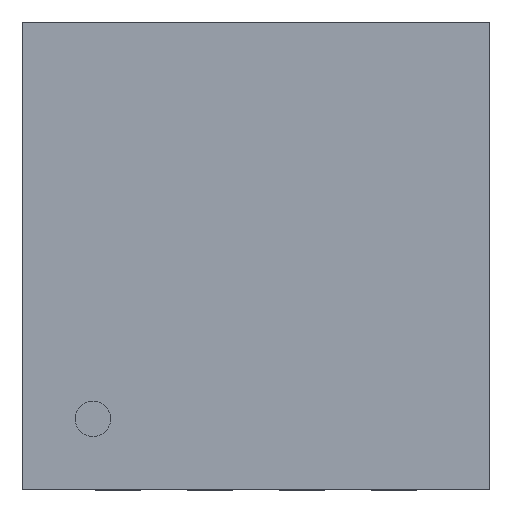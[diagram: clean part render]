
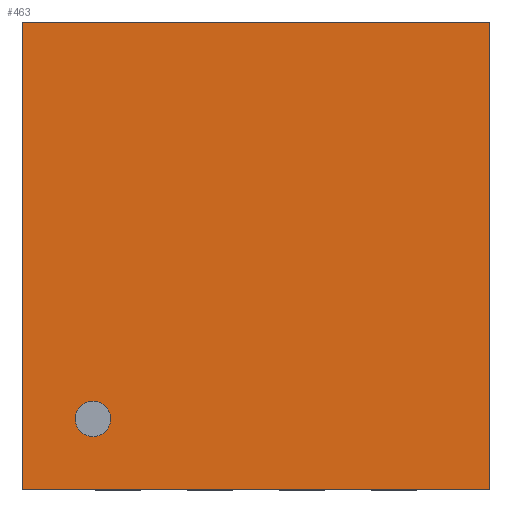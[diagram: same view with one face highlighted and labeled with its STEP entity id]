
A CAD part, top view. The second image highlights one B-rep face of the part: STEP entity #463.
In plain terms, the highlighted planar face has unit normal (0, 0, 1).
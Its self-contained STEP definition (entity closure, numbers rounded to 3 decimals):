
#98 = EDGE_CURVE ( 'NONE', #775, #329, #1825, .T. ) ;
#173 = LINE ( 'NONE', #851, #1072 ) ;
#188 = VERTEX_POINT ( 'NONE', #1123 ) ;
#228 = CARTESIAN_POINT ( 'NONE',  ( 1.65, 1.65, 0. ) ) ;
#250 = VERTEX_POINT ( 'NONE', #1332 ) ;
#267 = CARTESIAN_POINT ( 'NONE',  ( -1.025, -1.15, 0. ) ) ;
#291 = FACE_OUTER_BOUND ( 'NONE', #894, .T. ) ;
#311 = CARTESIAN_POINT ( 'NONE',  ( -1.65, -1.65, 0. ) ) ;
#329 = VERTEX_POINT ( 'NONE', #1041 ) ;
#423 = ORIENTED_EDGE ( 'NONE', *, *, #1188, .F. ) ;
#463 = ADVANCED_FACE ( 'NONE', ( #291, #957 ), #1766, .T. ) ;
#500 = ORIENTED_EDGE ( 'NONE', *, *, #921, .F. ) ;
#573 = VECTOR ( 'NONE', #1763, 1000. ) ;
#650 = CARTESIAN_POINT ( 'NONE',  ( 0., 1.65, 0. ) ) ;
#690 = AXIS2_PLACEMENT_3D ( 'NONE', #790, #1629, #803 ) ;
#718 = CIRCLE ( 'NONE', #1020, 0.125 ) ;
#775 = VERTEX_POINT ( 'NONE', #267 ) ;
#790 = CARTESIAN_POINT ( 'NONE',  ( 0., 0., 0. ) ) ;
#795 = DIRECTION ( 'NONE',  ( 0., 0., 1. ) ) ;
#803 = DIRECTION ( 'NONE',  ( 1., 0., 0. ) ) ;
#834 = LINE ( 'NONE', #650, #1949 ) ;
#851 = CARTESIAN_POINT ( 'NONE',  ( 0., -1.65, 0. ) ) ;
#892 = DIRECTION ( 'NONE',  ( 0., 1., 0. ) ) ;
#894 = EDGE_LOOP ( 'NONE', ( #500, #1077, #1611, #1835 ) ) ;
#921 = EDGE_CURVE ( 'NONE', #188, #1225, #173, .T. ) ;
#957 = FACE_BOUND ( 'NONE', #2062, .T. ) ;
#1020 = AXIS2_PLACEMENT_3D ( 'NONE', #1785, #1896, #1907 ) ;
#1041 = CARTESIAN_POINT ( 'NONE',  ( -1.275, -1.15, 0. ) ) ;
#1065 = EDGE_CURVE ( 'NONE', #1225, #250, #1213, .T. ) ;
#1072 = VECTOR ( 'NONE', #1315, 1000. ) ;
#1077 = ORIENTED_EDGE ( 'NONE', *, *, #1220, .T. ) ;
#1104 = CARTESIAN_POINT ( 'NONE',  ( 1.65, 0., 0. ) ) ;
#1123 = CARTESIAN_POINT ( 'NONE',  ( 1.65, -1.65, 0. ) ) ;
#1188 = EDGE_CURVE ( 'NONE', #329, #775, #718, .T. ) ;
#1213 = LINE ( 'NONE', #1866, #2000 ) ;
#1220 = EDGE_CURVE ( 'NONE', #188, #1740, #1268, .T. ) ;
#1225 = VERTEX_POINT ( 'NONE', #311 ) ;
#1230 = ORIENTED_EDGE ( 'NONE', *, *, #98, .F. ) ;
#1268 = LINE ( 'NONE', #1104, #573 ) ;
#1315 = DIRECTION ( 'NONE',  ( -1., 0., 0. ) ) ;
#1332 = CARTESIAN_POINT ( 'NONE',  ( -1.65, 1.65, 0. ) ) ;
#1471 = DIRECTION ( 'NONE',  ( 1., 0., 0. ) ) ;
#1585 = AXIS2_PLACEMENT_3D ( 'NONE', #2097, #795, #1471 ) ;
#1611 = ORIENTED_EDGE ( 'NONE', *, *, #2110, .T. ) ;
#1616 = DIRECTION ( 'NONE',  ( -1., 0., 0. ) ) ;
#1629 = DIRECTION ( 'NONE',  ( 0., 0., 1. ) ) ;
#1740 = VERTEX_POINT ( 'NONE', #228 ) ;
#1763 = DIRECTION ( 'NONE',  ( 0., 1., 0. ) ) ;
#1766 = PLANE ( 'NONE',  #690 ) ;
#1785 = CARTESIAN_POINT ( 'NONE',  ( -1.15, -1.15, 0. ) ) ;
#1825 = CIRCLE ( 'NONE', #1585, 0.125 ) ;
#1835 = ORIENTED_EDGE ( 'NONE', *, *, #1065, .F. ) ;
#1866 = CARTESIAN_POINT ( 'NONE',  ( -1.65, 0., 0. ) ) ;
#1896 = DIRECTION ( 'NONE',  ( 0., 0., 1. ) ) ;
#1907 = DIRECTION ( 'NONE',  ( 1., 0., 0. ) ) ;
#1949 = VECTOR ( 'NONE', #1616, 1000. ) ;
#2000 = VECTOR ( 'NONE', #892, 1000. ) ;
#2062 = EDGE_LOOP ( 'NONE', ( #1230, #423 ) ) ;
#2097 = CARTESIAN_POINT ( 'NONE',  ( -1.15, -1.15, 0. ) ) ;
#2110 = EDGE_CURVE ( 'NONE', #1740, #250, #834, .T. ) ;
